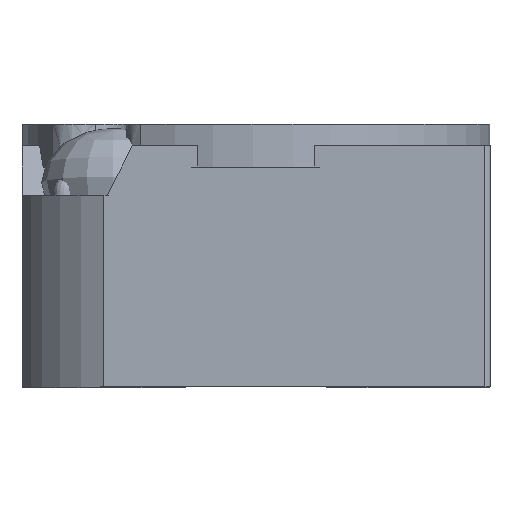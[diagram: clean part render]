
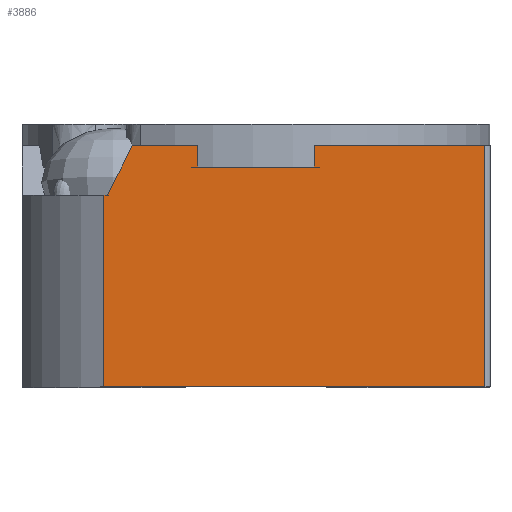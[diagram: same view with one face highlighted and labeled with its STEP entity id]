
A CAD part, front view. The second image highlights one B-rep face of the part: STEP entity #3886.
In plain terms, the highlighted free-form (B-spline) face has degree [1, 1] with [2, 2] control points.
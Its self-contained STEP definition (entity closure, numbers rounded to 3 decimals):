
#3509=CARTESIAN_POINT('',(0.819,-3.3,-0.3));
#3510=VERTEX_POINT('',#3509);
#3526=CARTESIAN_POINT('',(0.819,-3.3,-0.6));
#3527=VERTEX_POINT('',#3526);
#3534=CARTESIAN_POINT('',(0.819,-3.3,-0.6));
#3535=CARTESIAN_POINT('',(0.819,-3.3,-0.3));
#3536=B_SPLINE_CURVE_WITH_KNOTS('',1,(#3534,#3535),.POLYLINE_FORM.,.F.,.U.,(2,2),(0.,1.),.UNSPECIFIED.);
#3537=EDGE_CURVE('',#3527,#3510,#3536,.T.);
#3659=CARTESIAN_POINT('',(3.22,-3.3,-0.3));
#3660=VERTEX_POINT('',#3659);
#3675=CARTESIAN_POINT('',(0.819,-3.3,-0.3));
#3676=CARTESIAN_POINT('',(3.22,-3.3,-0.3));
#3677=B_SPLINE_CURVE_WITH_KNOTS('',1,(#3675,#3676),.POLYLINE_FORM.,.F.,.U.,(2,2),(0.624,0.988),.UNSPECIFIED.);
#3678=EDGE_CURVE('',#3510,#3660,#3677,.T.);
#3823=CARTESIAN_POINT('',(-3.3,-3.3,-0.3));
#3824=CARTESIAN_POINT('',(-3.3,-3.3,-3.7));
#3825=CARTESIAN_POINT('',(3.3,-3.3,-0.3));
#3826=CARTESIAN_POINT('',(3.3,-3.3,-3.7));
#3827=B_SPLINE_SURFACE_WITH_KNOTS('',1,1,((#3823,#3824),(#3825,#3826)),.PLANE_SURF.,.F.,.F.,.U.,(2,2),(2,2),(0.,1.),(0.,1.),.UNSPECIFIED.);
#3828=CARTESIAN_POINT('',(3.22,-3.3,-3.7));
#3829=VERTEX_POINT('',#3828);
#3830=CARTESIAN_POINT('',(3.22,-3.3,-0.3));
#3831=CARTESIAN_POINT('',(3.22,-3.3,-3.7));
#3832=B_SPLINE_CURVE_WITH_KNOTS('',1,(#3830,#3831),.POLYLINE_FORM.,.F.,.U.,(2,2),(0.,1.),.UNSPECIFIED.);
#3833=EDGE_CURVE('',#3660,#3829,#3832,.T.);
#3834=ORIENTED_EDGE('',*,*,#3833,.T.);
#3835=CARTESIAN_POINT('',(-2.145,-3.3,-3.7));
#3836=VERTEX_POINT('',#3835);
#3837=CARTESIAN_POINT('',(-2.145,-3.3,-3.7));
#3838=CARTESIAN_POINT('',(3.22,-3.3,-3.7));
#3839=B_SPLINE_CURVE_WITH_KNOTS('',1,(#3837,#3838),.POLYLINE_FORM.,.F.,.U.,(2,2),(0.175,0.988),.UNSPECIFIED.);
#3840=EDGE_CURVE('',#3836,#3829,#3839,.T.);
#3841=ORIENTED_EDGE('',*,*,#3840,.F.);
#3842=CARTESIAN_POINT('',(-2.145,-3.3,-1.));
#3843=VERTEX_POINT('',#3842);
#3844=CARTESIAN_POINT('',(-2.145,-3.3,-1.));
#3845=CARTESIAN_POINT('',(-2.145,-3.3,-3.7));
#3846=B_SPLINE_CURVE_WITH_KNOTS('',1,(#3844,#3845),.POLYLINE_FORM.,.F.,.U.,(2,2),(0.346,0.799),.UNSPECIFIED.);
#3847=EDGE_CURVE('',#3843,#3836,#3846,.T.);
#3848=ORIENTED_EDGE('',*,*,#3847,.F.);
#3849=CARTESIAN_POINT('',(-2.098,-3.3,-1.));
#3850=VERTEX_POINT('',#3849);
#3851=CARTESIAN_POINT('',(-2.145,-3.3,-1.));
#3852=CARTESIAN_POINT('',(-2.098,-3.3,-1.));
#3853=B_SPLINE_CURVE_WITH_KNOTS('',1,(#3851,#3852),.POLYLINE_FORM.,.F.,.U.,(2,2),(0.67,0.673),.UNSPECIFIED.);
#3854=EDGE_CURVE('',#3843,#3850,#3853,.T.);
#3855=ORIENTED_EDGE('',*,*,#3854,.T.);
#3856=CARTESIAN_POINT('',(-1.744,-3.3,-0.3));
#3857=VERTEX_POINT('',#3856);
#3858=CARTESIAN_POINT('',(-2.098,-3.3,-1.));
#3859=CARTESIAN_POINT('',(-1.744,-3.3,-0.3));
#3860=B_SPLINE_CURVE_WITH_KNOTS('',1,(#3858,#3859),.POLYLINE_FORM.,.F.,.U.,(2,2),(0.473,0.542),.UNSPECIFIED.);
#3861=EDGE_CURVE('',#3850,#3857,#3860,.T.);
#3862=ORIENTED_EDGE('',*,*,#3861,.T.);
#3863=CARTESIAN_POINT('',(-0.819,-3.3,-0.3));
#3864=VERTEX_POINT('',#3863);
#3865=CARTESIAN_POINT('',(-1.744,-3.3,-0.3));
#3866=CARTESIAN_POINT('',(-0.819,-3.3,-0.3));
#3867=B_SPLINE_CURVE_WITH_KNOTS('',1,(#3865,#3866),.POLYLINE_FORM.,.F.,.U.,(2,2),(0.236,0.376),.UNSPECIFIED.);
#3868=EDGE_CURVE('',#3857,#3864,#3867,.T.);
#3869=ORIENTED_EDGE('',*,*,#3868,.T.);
#3870=CARTESIAN_POINT('',(-0.819,-3.3,-0.6));
#3871=VERTEX_POINT('',#3870);
#3872=CARTESIAN_POINT('',(-0.819,-3.3,-0.3));
#3873=CARTESIAN_POINT('',(-0.819,-3.3,-0.6));
#3874=B_SPLINE_CURVE_WITH_KNOTS('',1,(#3872,#3873),.POLYLINE_FORM.,.F.,.U.,(2,2),(0.,1.),.UNSPECIFIED.);
#3875=EDGE_CURVE('',#3864,#3871,#3874,.T.);
#3876=ORIENTED_EDGE('',*,*,#3875,.T.);
#3877=CARTESIAN_POINT('',(-0.819,-3.3,-0.6));
#3878=CARTESIAN_POINT('',(0.819,-3.3,-0.6));
#3879=B_SPLINE_CURVE_WITH_KNOTS('',1,(#3877,#3878),.POLYLINE_FORM.,.F.,.U.,(2,2),(0.323,0.438),.UNSPECIFIED.);
#3880=EDGE_CURVE('',#3871,#3527,#3879,.T.);
#3881=ORIENTED_EDGE('',*,*,#3880,.T.);
#3882=ORIENTED_EDGE('',*,*,#3537,.T.);
#3883=ORIENTED_EDGE('',*,*,#3678,.T.);
#3884=EDGE_LOOP('',(#3834,#3841,#3848,#3855,#3862,#3869,#3876,#3881,#3882,#3883));
#3885=FACE_OUTER_BOUND('',#3884,.F.);
#3886=ADVANCED_FACE('',(#3885),#3827,.F.);
